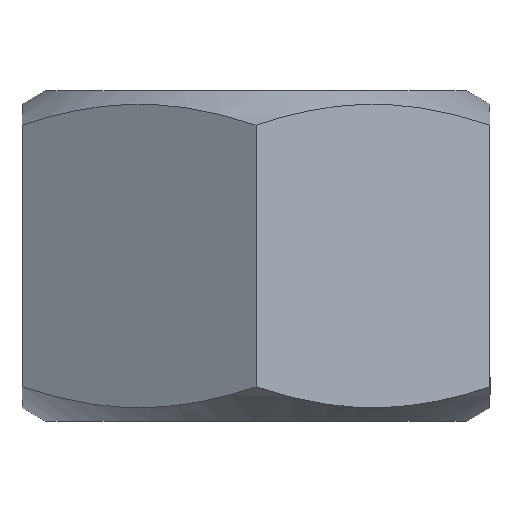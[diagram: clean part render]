
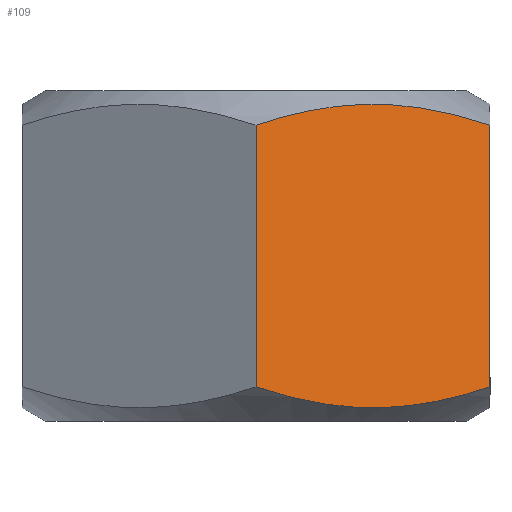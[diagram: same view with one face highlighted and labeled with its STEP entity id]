
A CAD part, front view. The second image highlights one B-rep face of the part: STEP entity #109.
In plain terms, the highlighted planar face has unit normal (0.5, -0.866, 0).
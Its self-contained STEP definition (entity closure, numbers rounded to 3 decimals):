
#109=ADVANCED_FACE('',(#154),#156,.T.);
#154=FACE_BOUND('',#155,.T.);
#155=EDGE_LOOP('',(#242,#243,#244,#245));
#156=PLANE('',#157);
#157=AXIS2_PLACEMENT_3D('',#158,#159,#160);
#158=CARTESIAN_POINT('',(0.,-10.97,0.));
#159=DIRECTION('',(0.5,-0.866,0.));
#160=DIRECTION('',(0.866,0.5,0.));
#242=ORIENTED_EDGE('',*,*,#291,.T.);
#243=ORIENTED_EDGE('',*,*,#290,.T.);
#244=ORIENTED_EDGE('',*,*,#292,.T.);
#245=ORIENTED_EDGE('',*,*,#293,.F.);
#290=EDGE_CURVE('',#324,#328,#330,.T.);
#291=EDGE_CURVE('',#331,#324,#332,.T.);
#292=EDGE_CURVE('',#328,#333,#334,.T.);
#293=EDGE_CURVE('',#331,#333,#335,.T.);
#324=VERTEX_POINT('',#694);
#328=VERTEX_POINT('',#808);
#330=LINE('',#838,#839);
#331=VERTEX_POINT('',#841);
#332=B_SPLINE_CURVE_WITH_KNOTS('',3,
(#842,#843,#844,#845,#846,#847,#848,#849,#850,#851,#852,#853,#854,#855,#856,#857,
#858,#859,#860,#861,#862,#863,#864,#865,#866,#867,#868,#869,#870,#871,#872,#873,
#874,#875,#876,#877,#878,#879,#880,#881,#882,#883,#884,#885),
.UNSPECIFIED.,.F.,.F.,
(4,1,1,1,1,1,1,1,1,1,1,1,1,1,1,1,1,1,1,1,1,1,1,1,1,1,1,1,1,1,1,1,1,1,1,1,1,1,1,1,
1,4),
(0.,0.027,0.054,0.082,0.11,0.138,
0.166,0.195,0.225,0.254,0.285,
0.316,0.348,0.38,0.412,0.444,
0.475,0.5,0.506,0.536,0.567,
0.597,0.627,0.657,0.686,0.714,
0.741,0.766,0.791,0.813,0.835,
0.855,0.874,0.892,0.909,0.924,
0.939,0.952,0.965,0.977,0.989,
1.),
.UNSPECIFIED.);
#333=VERTEX_POINT('',#886);
#334=B_SPLINE_CURVE_WITH_KNOTS('',3,
(#887,#888,#889,#890,#891,#892,#893,#894,#895,#896,#897,#898,#899,#900,#901,#902,
#903,#904,#905,#906,#907,#908,#909,#910,#911,#912,#913,#914,#915,#916,#917,#918,
#919,#920,#921,#922,#923,#924,#925,#926,#927,#928,#929,#930),
.UNSPECIFIED.,.F.,.F.,
(4,1,1,1,1,1,1,1,1,1,1,1,1,1,1,1,1,1,1,1,1,1,1,1,1,1,1,1,1,1,1,1,1,1,1,1,1,1,1,1,
1,4),
(0.,0.027,0.054,0.082,0.11,0.138,
0.166,0.195,0.225,0.254,0.285,
0.316,0.348,0.38,0.412,0.444,
0.475,0.5,0.506,0.536,0.567,
0.597,0.627,0.657,0.686,0.714,
0.741,0.766,0.791,0.813,0.835,
0.855,0.874,0.892,0.909,0.924,
0.939,0.952,0.965,0.977,0.989,
1.),
.UNSPECIFIED.);
#335=LINE('',#931,#932);
#694=CARTESIAN_POINT('',(9.5,-5.485,1.397));
#808=CARTESIAN_POINT('',(9.5,-5.485,12.023));
#838=CARTESIAN_POINT('',(9.5,-5.485,1.397));
#839=VECTOR('',#840,1.);
#840=DIRECTION('',(0.,0.,1.));
#841=CARTESIAN_POINT('',(0.,-10.97,1.397));
#842=CARTESIAN_POINT('',(0.,-10.97,1.397));
#843=CARTESIAN_POINT('',(0.083,-10.922,1.369));
#844=CARTESIAN_POINT('',(0.251,-10.825,1.314));
#845=CARTESIAN_POINT('',(0.504,-10.678,1.235));
#846=CARTESIAN_POINT('',(0.762,-10.53,1.158));
#847=CARTESIAN_POINT('',(1.022,-10.379,1.085));
#848=CARTESIAN_POINT('',(1.287,-10.226,1.014));
#849=CARTESIAN_POINT('',(1.556,-10.071,0.947));
#850=CARTESIAN_POINT('',(1.829,-9.914,0.883));
#851=CARTESIAN_POINT('',(2.107,-9.753,0.824));
#852=CARTESIAN_POINT('',(2.391,-9.589,0.769));
#853=CARTESIAN_POINT('',(2.682,-9.421,0.718));
#854=CARTESIAN_POINT('',(2.981,-9.248,0.673));
#855=CARTESIAN_POINT('',(3.285,-9.073,0.634));
#856=CARTESIAN_POINT('',(3.593,-8.895,0.601));
#857=CARTESIAN_POINT('',(3.9,-8.718,0.576));
#858=CARTESIAN_POINT('',(4.205,-8.542,0.559));
#859=CARTESIAN_POINT('',(4.488,-8.378,0.55));
#860=CARTESIAN_POINT('',(4.688,-8.263,0.548));
#861=CARTESIAN_POINT('',(4.885,-8.149,0.549));
#862=CARTESIAN_POINT('',(5.1,-8.025,0.552));
#863=CARTESIAN_POINT('',(5.394,-7.855,0.564));
#864=CARTESIAN_POINT('',(5.687,-7.686,0.583));
#865=CARTESIAN_POINT('',(5.976,-7.52,0.608));
#866=CARTESIAN_POINT('',(6.26,-7.356,0.639));
#867=CARTESIAN_POINT('',(6.535,-7.197,0.675));
#868=CARTESIAN_POINT('',(6.803,-7.042,0.716));
#869=CARTESIAN_POINT('',(7.059,-6.894,0.76));
#870=CARTESIAN_POINT('',(7.304,-6.753,0.806));
#871=CARTESIAN_POINT('',(7.533,-6.621,0.853));
#872=CARTESIAN_POINT('',(7.75,-6.495,0.901));
#873=CARTESIAN_POINT('',(7.953,-6.378,0.949));
#874=CARTESIAN_POINT('',(8.144,-6.268,0.997));
#875=CARTESIAN_POINT('',(8.321,-6.165,1.043));
#876=CARTESIAN_POINT('',(8.488,-6.069,1.088));
#877=CARTESIAN_POINT('',(8.644,-5.979,1.132));
#878=CARTESIAN_POINT('',(8.792,-5.894,1.174));
#879=CARTESIAN_POINT('',(8.928,-5.815,1.215));
#880=CARTESIAN_POINT('',(9.055,-5.742,1.254));
#881=CARTESIAN_POINT('',(9.174,-5.673,1.291));
#882=CARTESIAN_POINT('',(9.288,-5.607,1.327));
#883=CARTESIAN_POINT('',(9.396,-5.545,1.362));
#884=CARTESIAN_POINT('',(9.466,-5.505,1.386));
#885=CARTESIAN_POINT('',(9.5,-5.485,1.397));
#886=CARTESIAN_POINT('',(0.,-10.97,12.023));
#887=CARTESIAN_POINT('',(9.5,-5.485,12.023));
#888=CARTESIAN_POINT('',(9.417,-5.533,12.051));
#889=CARTESIAN_POINT('',(9.249,-5.63,12.106));
#890=CARTESIAN_POINT('',(8.996,-5.776,12.185));
#891=CARTESIAN_POINT('',(8.738,-5.925,12.262));
#892=CARTESIAN_POINT('',(8.478,-6.075,12.335));
#893=CARTESIAN_POINT('',(8.213,-6.228,12.406));
#894=CARTESIAN_POINT('',(7.944,-6.383,12.473));
#895=CARTESIAN_POINT('',(7.671,-6.541,12.537));
#896=CARTESIAN_POINT('',(7.393,-6.701,12.596));
#897=CARTESIAN_POINT('',(7.109,-6.865,12.651));
#898=CARTESIAN_POINT('',(6.818,-7.033,12.702));
#899=CARTESIAN_POINT('',(6.519,-7.206,12.747));
#900=CARTESIAN_POINT('',(6.215,-7.382,12.786));
#901=CARTESIAN_POINT('',(5.907,-7.559,12.819));
#902=CARTESIAN_POINT('',(5.6,-7.736,12.844));
#903=CARTESIAN_POINT('',(5.295,-7.913,12.861));
#904=CARTESIAN_POINT('',(5.012,-8.076,12.87));
#905=CARTESIAN_POINT('',(4.812,-8.192,12.872));
#906=CARTESIAN_POINT('',(4.615,-8.305,12.871));
#907=CARTESIAN_POINT('',(4.4,-8.429,12.868));
#908=CARTESIAN_POINT('',(4.106,-8.599,12.856));
#909=CARTESIAN_POINT('',(3.813,-8.768,12.837));
#910=CARTESIAN_POINT('',(3.524,-8.935,12.812));
#911=CARTESIAN_POINT('',(3.24,-9.099,12.781));
#912=CARTESIAN_POINT('',(2.965,-9.258,12.745));
#913=CARTESIAN_POINT('',(2.697,-9.412,12.704));
#914=CARTESIAN_POINT('',(2.441,-9.56,12.66));
#915=CARTESIAN_POINT('',(2.196,-9.702,12.614));
#916=CARTESIAN_POINT('',(1.967,-9.834,12.567));
#917=CARTESIAN_POINT('',(1.75,-9.959,12.519));
#918=CARTESIAN_POINT('',(1.547,-10.076,12.471));
#919=CARTESIAN_POINT('',(1.356,-10.187,12.423));
#920=CARTESIAN_POINT('',(1.179,-10.289,12.377));
#921=CARTESIAN_POINT('',(1.012,-10.386,12.332));
#922=CARTESIAN_POINT('',(0.856,-10.476,12.288));
#923=CARTESIAN_POINT('',(0.708,-10.561,12.246));
#924=CARTESIAN_POINT('',(0.572,-10.639,12.205));
#925=CARTESIAN_POINT('',(0.445,-10.713,12.166));
#926=CARTESIAN_POINT('',(0.326,-10.782,12.129));
#927=CARTESIAN_POINT('',(0.212,-10.847,12.093));
#928=CARTESIAN_POINT('',(0.104,-10.909,12.058));
#929=CARTESIAN_POINT('',(0.034,-10.95,12.034));
#930=CARTESIAN_POINT('',(0.,-10.97,12.023));
#931=CARTESIAN_POINT('',(0.,-10.97,1.397));
#932=VECTOR('',#933,1.);
#933=DIRECTION('',(0.,0.,1.));
